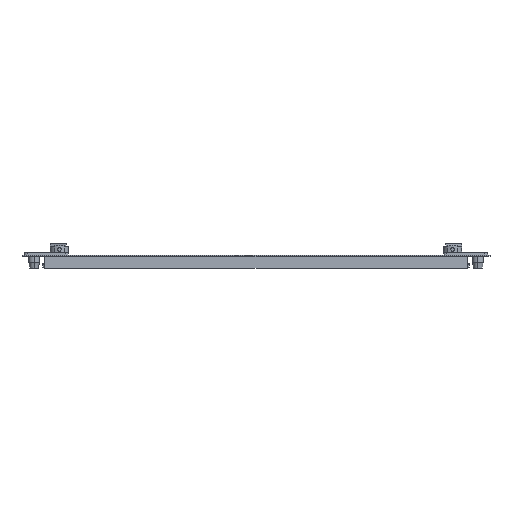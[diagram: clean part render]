
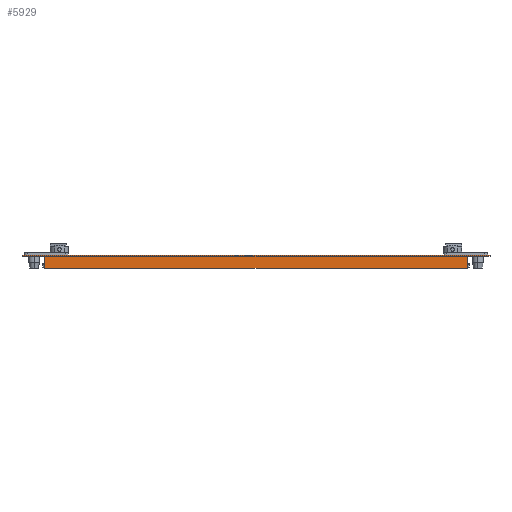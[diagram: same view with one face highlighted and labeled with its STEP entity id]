
A CAD part, front view. The second image highlights one B-rep face of the part: STEP entity #5929.
In plain terms, the highlighted face is planar.
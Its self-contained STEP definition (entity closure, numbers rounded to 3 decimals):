
#4777=DIRECTION('',(1.,0.,0.));
#4778=VECTOR('',#4777,350.);
#4779=CARTESIAN_POINT('',(-125.,175.,1.));
#4780=LINE('',#4779,#4778);
#5028=DIRECTION('',(1.,0.,0.));
#5029=VECTOR('',#5028,316.);
#5030=CARTESIAN_POINT('',(-108.,175.,-9.));
#5031=LINE('',#5030,#5029);
#5035=DIRECTION('',(0.,0.,1.));
#5036=VECTOR('',#5035,9.);
#5037=CARTESIAN_POINT('',(208.,175.,-9.));
#5038=LINE('',#5037,#5036);
#5042=DIRECTION('',(1.,0.,0.));
#5043=VECTOR('',#5042,17.);
#5044=CARTESIAN_POINT('',(208.,175.,0.));
#5045=LINE('',#5044,#5043);
#5049=DIRECTION('',(0.,0.,1.));
#5050=VECTOR('',#5049,1.);
#5051=CARTESIAN_POINT('',(225.,175.,0.));
#5052=LINE('',#5051,#5050);
#5056=DIRECTION('',(1.,0.,0.));
#5057=VECTOR('',#5056,17.);
#5058=CARTESIAN_POINT('',(-125.,175.,0.));
#5059=LINE('',#5058,#5057);
#5105=DIRECTION('',(0.,0.,1.));
#5106=VECTOR('',#5105,9.);
#5107=CARTESIAN_POINT('',(-108.,175.,-9.));
#5108=LINE('',#5107,#5106);
#5112=DIRECTION('',(0.,0.,1.));
#5113=VECTOR('',#5112,1.);
#5114=CARTESIAN_POINT('',(-125.,175.,0.));
#5115=LINE('',#5114,#5113);
#5477=CARTESIAN_POINT('',(225.,175.,0.));
#5479=VERTEX_POINT('',#5477);
#5480=CARTESIAN_POINT('',(208.,175.,0.));
#5481=VERTEX_POINT('',#5480);
#5486=CARTESIAN_POINT('',(-108.,175.,0.));
#5487=VERTEX_POINT('',#5486);
#5488=CARTESIAN_POINT('',(-125.,175.,0.));
#5489=VERTEX_POINT('',#5488);
#5576=CARTESIAN_POINT('',(-125.,175.,1.));
#5577=CARTESIAN_POINT('',(225.,175.,1.));
#5578=VERTEX_POINT('',#5576);
#5579=VERTEX_POINT('',#5577);
#5636=CARTESIAN_POINT('',(-108.,175.,-9.));
#5637=CARTESIAN_POINT('',(208.,175.,-9.));
#5638=VERTEX_POINT('',#5636);
#5639=VERTEX_POINT('',#5637);
#5910=CARTESIAN_POINT('',(125.,175.,0.));
#5911=DIRECTION('',(0.,1.,0.));
#5912=DIRECTION('',(-1.,0.,0.));
#5913=AXIS2_PLACEMENT_3D('',#5910,#5911,#5912);
#5914=PLANE('',#5913);
#5916=ORIENTED_EDGE('',*,*,#5915,.T.);
#5918=ORIENTED_EDGE('',*,*,#5917,.T.);
#5919=ORIENTED_EDGE('',*,*,#5675,.T.);
#5920=ORIENTED_EDGE('',*,*,#5797,.T.);
#5921=ORIENTED_EDGE('',*,*,#5810,.F.);
#5923=ORIENTED_EDGE('',*,*,#5922,.F.);
#5924=ORIENTED_EDGE('',*,*,#5683,.T.);
#5926=ORIENTED_EDGE('',*,*,#5925,.F.);
#5927=EDGE_LOOP('',(#5916,#5918,#5919,#5920,#5921,#5923,#5924,#5926));
#5928=FACE_OUTER_BOUND('',#5927,.F.);
#5675=EDGE_CURVE('',#5481,#5479,#5045,.T.);
#5683=EDGE_CURVE('',#5489,#5487,#5059,.T.);
#5797=EDGE_CURVE('',#5479,#5579,#5052,.T.);
#5810=EDGE_CURVE('',#5578,#5579,#4780,.T.);
#5915=EDGE_CURVE('',#5638,#5639,#5031,.T.);
#5917=EDGE_CURVE('',#5639,#5481,#5038,.T.);
#5922=EDGE_CURVE('',#5489,#5578,#5115,.T.);
#5925=EDGE_CURVE('',#5638,#5487,#5108,.T.);
#5929=ADVANCED_FACE('',(#5928),#5914,.T.);
